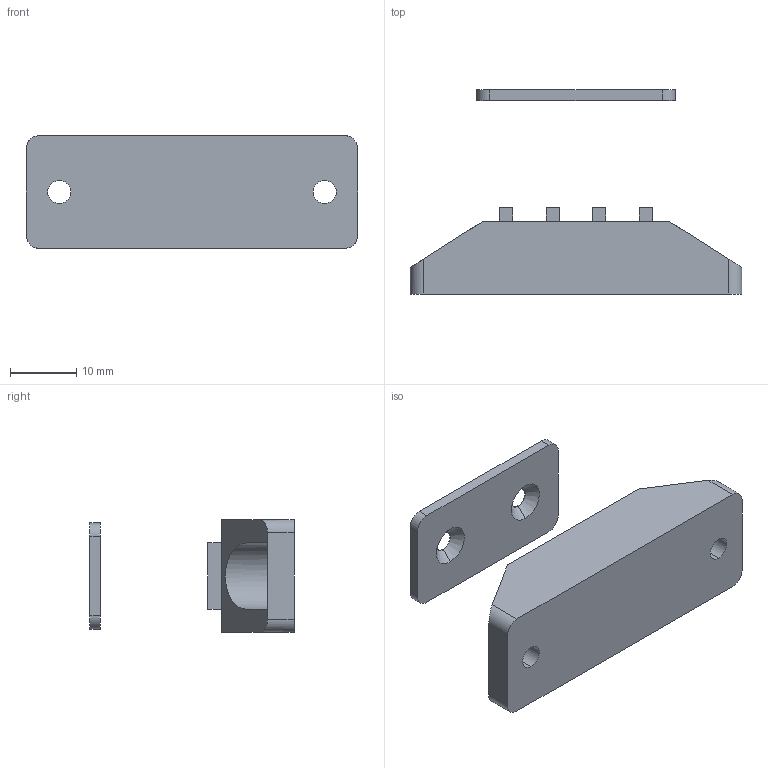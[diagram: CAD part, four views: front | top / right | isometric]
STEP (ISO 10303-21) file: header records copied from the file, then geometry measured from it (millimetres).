
FILE_DESCRIPTION (( 'STEP AP203' ), '1' );
FILE_NAME ('C-166.STEP', '2012-06-12T07:36:08', ( '11sw' ), ( 'タキゲン製造株式会社' ), 'SwSTEP 2.0', 'SolidWorks 2011', '' );
FILE_SCHEMA (( 'CONFIG_CONTROL_DESIGN' ));
Length unit declared in the file: millimetre
Products named in the file (3): C-166; C-166受板_; C-166本体_
Assembly tree (2 placements, depth 2):
  C-166
    C-166受板_
    C-166本体_
Bounding box: 50 x 30.8 x 17 mm (x, y, z)
Volume: 8305.9 mm3; surface area: 4320.6 mm2
Topology: 2 solids, 2 shells, 62 faces, 154 edges, 100 vertices
Faces by surface type: plane 40, cylinder 18, cone 4
Entity records: 2149 total; most frequent: CARTESIAN_POINT 339, DIRECTION 316, ORIENTED_EDGE 308, EDGE_CURVE 154, VECTOR 114, LINE 114, AXIS2_PLACEMENT_3D 101, VERTEX_POINT 100
